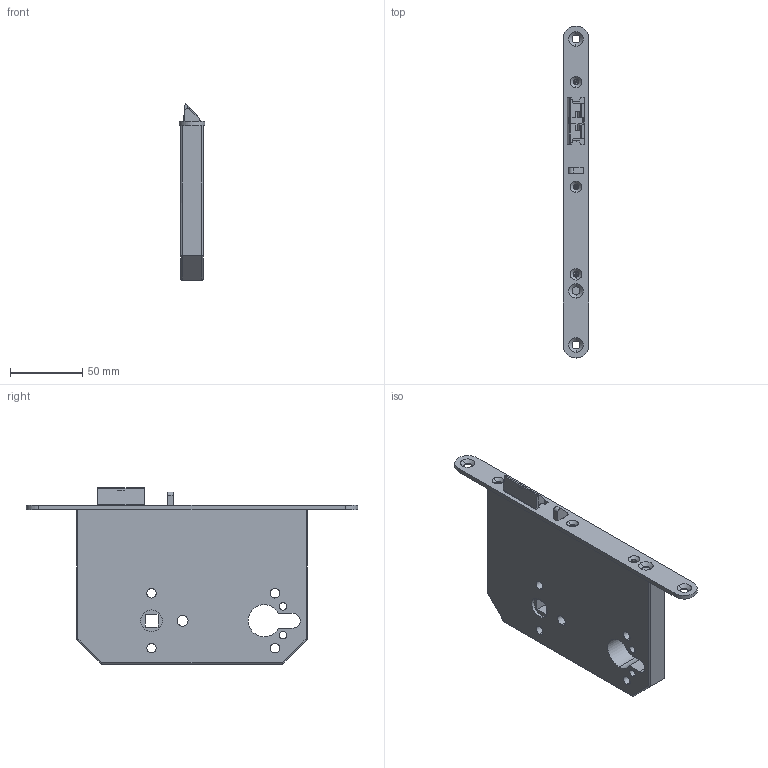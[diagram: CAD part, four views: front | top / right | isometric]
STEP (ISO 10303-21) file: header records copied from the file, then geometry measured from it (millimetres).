
FILE_DESCRIPTION (( 'STEP AP203' ), '1' );
FILE_NAME ('34110,DM80,18mm Stulp_D001556448-016.STEP', '2025-07-10T05:48:41', ( '' ), ( '' ), 'SwSTEP 2.0', 'SolidWorks 2024', '' );
FILE_SCHEMA (( 'CONFIG_CONTROL_DESIGN' ));
Length unit declared in the file: millimetre
Products named in the file (4): D001556105-000_D001556105-009_DM80 1254-FS; 34110,DM80,18mm Stulp_D001556448-016; D001127682-000_D001127682-001; D001556150-000_D001556150-018_18mm
Assembly tree (5 placements, depth 2):
  34110,DM80,18mm Stulp_D001556448-016
    D001556105-000_D001556105-009_DM80 1254-FS
    D001556150-000_D001556150-018_18mm
    D001127682-000_D001127682-001  x3
Bounding box: 18 x 230 x 122 mm (x, y, z)
Volume: 261445.2 mm3; surface area: 55160.7 mm2
Topology: 5 solids, 5 shells, 298 faces, 742 edges, 458 vertices
Faces by surface type: plane 157, cylinder 111, cone 30
Entity records: 6900 total; most frequent: DIRECTION 1138, CARTESIAN_POINT 1138, ORIENTED_EDGE 1080, EDGE_CURVE 540, AXIS2_PLACEMENT_3D 392, LINE 354, VECTOR 354, VERTEX_POINT 344
